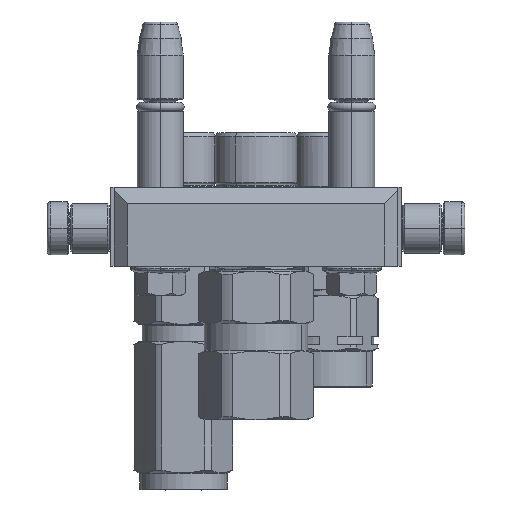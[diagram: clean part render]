
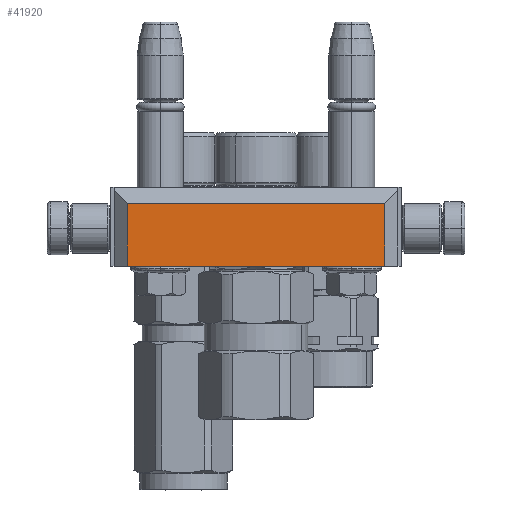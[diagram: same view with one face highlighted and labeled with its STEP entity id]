
A CAD part, left-side view. The second image highlights one B-rep face of the part: STEP entity #41920.
In plain terms, the highlighted face is planar.
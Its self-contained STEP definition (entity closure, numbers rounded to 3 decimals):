
#2132 = DIRECTION ( 'NONE',  ( 0., 0., -1. ) ) ;
#5673 = CARTESIAN_POINT ( 'NONE',  ( 39., 42.75, 24. ) ) ;
#5848 = CARTESIAN_POINT ( 'NONE',  ( -39., 42.75, 5. ) ) ;
#6009 = EDGE_CURVE ( 'NONE', #20575, #20771, #29800, .T. ) ;
#6149 = EDGE_CURVE ( 'NONE', #64531, #20406, #26185, .T. ) ;
#8951 = CARTESIAN_POINT ( 'NONE',  ( -39., 42.75, 5. ) ) ;
#13799 = EDGE_CURVE ( 'NONE', #20406, #20771, #19063, .T. ) ;
#16488 = CARTESIAN_POINT ( 'NONE',  ( 39., 42.75, 24. ) ) ;
#17102 = DIRECTION ( 'NONE',  ( 0., 1., 0. ) ) ;
#17794 = CARTESIAN_POINT ( 'NONE',  ( 39., 42.75, 24. ) ) ;
#18214 = FACE_OUTER_BOUND ( 'NONE', #42946, .T. ) ;
#19063 = LINE ( 'NONE', #5848, #20858 ) ;
#19970 = VECTOR ( 'NONE', #2132, 1000. ) ;
#20406 = VERTEX_POINT ( 'NONE', #8951 ) ;
#20575 = VERTEX_POINT ( 'NONE', #5673 ) ;
#20771 = VERTEX_POINT ( 'NONE', #23291 ) ;
#20858 = VECTOR ( 'NONE', #45529, 1000. ) ;
#22572 = PLANE ( 'NONE',  #65327 ) ;
#23291 = CARTESIAN_POINT ( 'NONE',  ( 39., 42.75, 5. ) ) ;
#25717 = VECTOR ( 'NONE', #56969, 1000. ) ;
#26185 = LINE ( 'NONE', #36096, #19970 ) ;
#27570 = CARTESIAN_POINT ( 'NONE',  ( 44., 42.75, 0. ) ) ;
#29800 = LINE ( 'NONE', #16488, #73213 ) ;
#36096 = CARTESIAN_POINT ( 'NONE',  ( -39., 42.75, 24. ) ) ;
#39054 = LINE ( 'NONE', #17794, #25717 ) ;
#39832 = DIRECTION ( 'NONE',  ( 0., 0., -1. ) ) ;
#40936 = ORIENTED_EDGE ( 'NONE', *, *, #13799, .F. ) ;
#41527 = ORIENTED_EDGE ( 'NONE', *, *, #6009, .T. ) ;
#41920 = ADVANCED_FACE ( 'NONE', ( #18214 ), #22572, .T. ) ;
#42946 = EDGE_LOOP ( 'NONE', ( #60768, #41527, #40936, #48877 ) ) ;
#44578 = EDGE_CURVE ( 'NONE', #20575, #64531, #39054, .T. ) ;
#45119 = DIRECTION ( 'NONE',  ( -1., 0., 0. ) ) ;
#45529 = DIRECTION ( 'NONE',  ( 1., 0., 0. ) ) ;
#48877 = ORIENTED_EDGE ( 'NONE', *, *, #6149, .F. ) ;
#50132 = CARTESIAN_POINT ( 'NONE',  ( -39., 42.75, 24. ) ) ;
#56969 = DIRECTION ( 'NONE',  ( -1., 0., 0. ) ) ;
#60768 = ORIENTED_EDGE ( 'NONE', *, *, #44578, .F. ) ;
#64531 = VERTEX_POINT ( 'NONE', #50132 ) ;
#65327 = AXIS2_PLACEMENT_3D ( 'NONE', #27570, #17102, #45119 ) ;
#73213 = VECTOR ( 'NONE', #39832, 1000. ) ;
